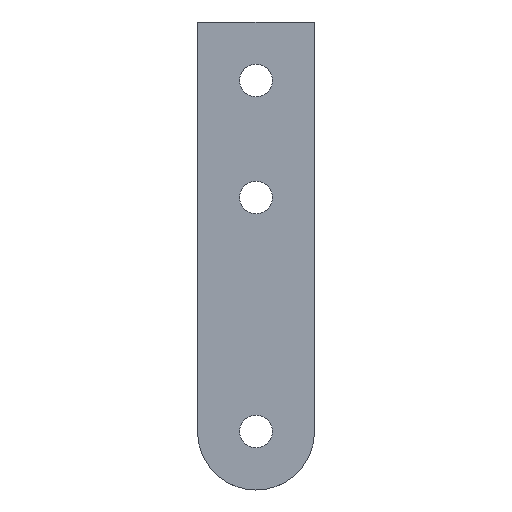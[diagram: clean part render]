
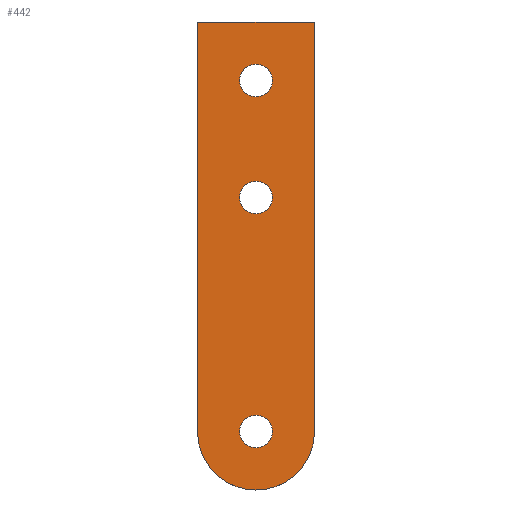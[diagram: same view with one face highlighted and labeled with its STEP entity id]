
A CAD part, top view. The second image highlights one B-rep face of the part: STEP entity #442.
In plain terms, the highlighted planar face has unit normal (0, 0, 1).
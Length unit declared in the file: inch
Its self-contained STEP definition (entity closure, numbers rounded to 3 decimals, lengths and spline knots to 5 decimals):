
#78=CARTESIAN_POINT('',(0.,2.86,0.188));
#79=VERTEX_POINT('',#78);
#95=CARTESIAN_POINT('',(0.,3.14,0.188));
#96=VERTEX_POINT('',#95);
#103=CARTESIAN_POINT('',(0.,3.0,0.188));
#104=DIRECTION('',(0.0,0.0,-1.0));
#105=DIRECTION('',(0.0,-1.0,0.0));
#106=AXIS2_PLACEMENT_3D('',#103,#104,#105);
#107=CIRCLE('',#106,0.14);
#108=EDGE_CURVE('',#79,#96,#107,.T.);
#120=CARTESIAN_POINT('',(0.,1.86,0.188));
#121=VERTEX_POINT('',#120);
#137=CARTESIAN_POINT('',(0.,2.14,0.188));
#138=VERTEX_POINT('',#137);
#145=CARTESIAN_POINT('',(0.,2.0,0.188));
#146=DIRECTION('',(0.0,0.0,-1.0));
#147=DIRECTION('',(0.0,-1.0,0.0));
#148=AXIS2_PLACEMENT_3D('',#145,#146,#147);
#149=CIRCLE('',#148,0.14);
#150=EDGE_CURVE('',#121,#138,#149,.T.);
#162=CARTESIAN_POINT('',(0.0,-0.14,0.188));
#163=VERTEX_POINT('',#162);
#179=CARTESIAN_POINT('',(0.,0.14,0.188));
#180=VERTEX_POINT('',#179);
#187=CARTESIAN_POINT('',(0.0,0.0,0.188));
#188=DIRECTION('',(0.0,0.0,-1.0));
#189=DIRECTION('',(0.0,-1.0,0.0));
#190=AXIS2_PLACEMENT_3D('',#187,#188,#189);
#191=CIRCLE('',#190,0.14);
#192=EDGE_CURVE('',#163,#180,#191,.T.);
#203=CARTESIAN_POINT('',(0.0,0.0,0.188));
#204=DIRECTION('',(0.0,0.0,-1.0));
#205=DIRECTION('',(0.0,-1.0,0.0));
#206=AXIS2_PLACEMENT_3D('',#203,#204,#205);
#207=CIRCLE('',#206,0.14);
#208=EDGE_CURVE('',#180,#163,#207,.T.);
#227=CARTESIAN_POINT('',(0.,2.0,0.188));
#228=DIRECTION('',(0.0,0.0,-1.0));
#229=DIRECTION('',(0.0,-1.0,0.0));
#230=AXIS2_PLACEMENT_3D('',#227,#228,#229);
#231=CIRCLE('',#230,0.14);
#232=EDGE_CURVE('',#138,#121,#231,.T.);
#251=CARTESIAN_POINT('',(0.,3.0,0.188));
#252=DIRECTION('',(0.0,0.0,-1.0));
#253=DIRECTION('',(0.0,-1.0,0.0));
#254=AXIS2_PLACEMENT_3D('',#251,#252,#253);
#255=CIRCLE('',#254,0.14);
#256=EDGE_CURVE('',#96,#79,#255,.T.);
#274=CARTESIAN_POINT('',(-0.5,3.5,0.188));
#275=VERTEX_POINT('',#274);
#276=CARTESIAN_POINT('',(0.5,3.5,0.188));
#277=VERTEX_POINT('',#276);
#278=CARTESIAN_POINT('',(-0.5,3.5,0.188));
#279=DIRECTION('',(1.0,0.0,0.0));
#280=VECTOR('',#279,1.0);
#281=LINE('',#278,#280);
#282=EDGE_CURVE('',#275,#277,#281,.T.);
#314=CARTESIAN_POINT('',(0.5,0.0,0.188));
#315=VERTEX_POINT('',#314);
#316=CARTESIAN_POINT('',(0.5,3.5,0.188));
#317=DIRECTION('',(0.0,-1.0,0.0));
#318=VECTOR('',#317,3.5);
#319=LINE('',#316,#318);
#320=EDGE_CURVE('',#277,#315,#319,.T.);
#345=CARTESIAN_POINT('',(-0.5,0.0,0.188));
#346=VERTEX_POINT('',#345);
#347=CARTESIAN_POINT('',(0.0,0.0,0.188));
#348=DIRECTION('',(0.0,0.0,-1.0));
#349=DIRECTION('',(-0.707,-0.707,0.0));
#350=AXIS2_PLACEMENT_3D('',#347,#348,#349);
#351=CIRCLE('',#350,0.5);
#352=EDGE_CURVE('',#315,#346,#351,.T.);
#378=CARTESIAN_POINT('',(-0.5,0.0,0.188));
#379=DIRECTION('',(0.0,1.0,0.0));
#380=VECTOR('',#379,3.5);
#381=LINE('',#378,#380);
#382=EDGE_CURVE('',#346,#275,#381,.T.);
#419=CARTESIAN_POINT('',(-0.5,3.5,0.188));
#420=DIRECTION('',(0.0,0.0,-1.0));
#421=DIRECTION('',(0.0,1.0,0.0));
#422=AXIS2_PLACEMENT_3D('',#419,#420,#421);
#423=PLANE('',#422);
#424=ORIENTED_EDGE('',*,*,#282,.F.);
#425=ORIENTED_EDGE('',*,*,#382,.F.);
#426=ORIENTED_EDGE('',*,*,#352,.F.);
#427=ORIENTED_EDGE('',*,*,#320,.F.);
#428=EDGE_LOOP('',(#424,#425,#426,#427));
#429=FACE_OUTER_BOUND('',#428,.T.);
#430=ORIENTED_EDGE('',*,*,#192,.T.);
#431=ORIENTED_EDGE('',*,*,#208,.T.);
#432=EDGE_LOOP('',(#430,#431));
#433=FACE_BOUND('',#432,.T.);
#434=ORIENTED_EDGE('',*,*,#150,.T.);
#435=ORIENTED_EDGE('',*,*,#232,.T.);
#436=EDGE_LOOP('',(#434,#435));
#437=FACE_BOUND('',#436,.T.);
#438=ORIENTED_EDGE('',*,*,#108,.T.);
#439=ORIENTED_EDGE('',*,*,#256,.T.);
#440=EDGE_LOOP('',(#438,#439));
#441=FACE_BOUND('',#440,.T.);
#442=ADVANCED_FACE('',(#429,#433,#437,#441),#423,.F.);
